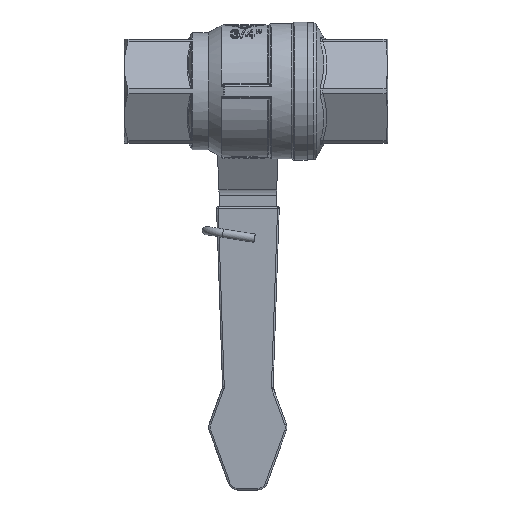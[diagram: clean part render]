
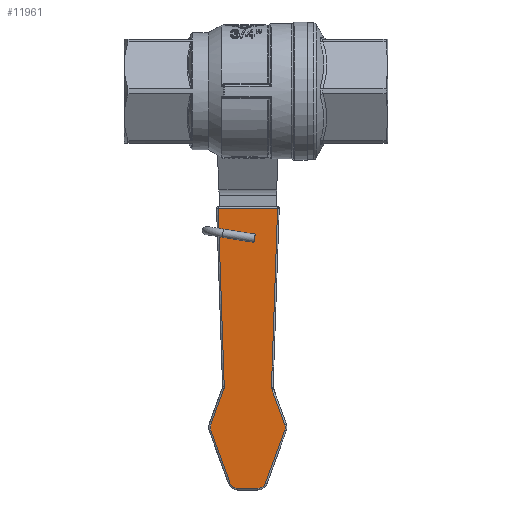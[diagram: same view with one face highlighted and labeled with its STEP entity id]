
A CAD part, front view. The second image highlights one B-rep face of the part: STEP entity #11961.
In plain terms, the highlighted planar face has unit normal (0, -0.999, -0.035).
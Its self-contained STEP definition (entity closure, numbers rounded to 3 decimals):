
#342=PLANE('',#12715);
#1361=FACE_OUTER_BOUND('',#2056,.T.);
#2056=EDGE_LOOP('',(#7860,#7861,#7862,#7863,#7864,#7865,#7866,#7867,#7868,
#7869,#7870,#7871,#7872,#7873));
#2790=LINE('',#17249,#3561);
#2791=LINE('',#17251,#3562);
#2792=LINE('',#17255,#3563);
#2793=LINE('',#17259,#3564);
#2794=LINE('',#17263,#3565);
#2795=LINE('',#17267,#3566);
#2796=LINE('',#17271,#3567);
#2797=LINE('',#17274,#3568);
#3561=VECTOR('',#13819,10.);
#3562=VECTOR('',#13820,10.);
#3563=VECTOR('',#13823,10.);
#3564=VECTOR('',#13826,10.);
#3565=VECTOR('',#13829,10.);
#3566=VECTOR('',#13832,10.);
#3567=VECTOR('',#13835,10.);
#3568=VECTOR('',#13838,10.);
#4342=CIRCLE('',#12716,1.5);
#4343=CIRCLE('',#12717,2.5);
#4344=CIRCLE('',#12718,2.5);
#4345=CIRCLE('',#12719,2.5);
#4346=CIRCLE('',#12720,2.5);
#4347=CIRCLE('',#12721,1.5);
#4808=VERTEX_POINT('',#17247);
#4809=VERTEX_POINT('',#17248);
#4810=VERTEX_POINT('',#17250);
#4811=VERTEX_POINT('',#17252);
#4812=VERTEX_POINT('',#17254);
#4813=VERTEX_POINT('',#17256);
#4814=VERTEX_POINT('',#17258);
#4815=VERTEX_POINT('',#17260);
#4816=VERTEX_POINT('',#17262);
#4817=VERTEX_POINT('',#17264);
#4818=VERTEX_POINT('',#17266);
#4819=VERTEX_POINT('',#17268);
#4820=VERTEX_POINT('',#17270);
#4821=VERTEX_POINT('',#17272);
#5980=EDGE_CURVE('',#4808,#4809,#2790,.T.);
#5981=EDGE_CURVE('',#4810,#4808,#2791,.T.);
#5982=EDGE_CURVE('',#4811,#4810,#4342,.T.);
#5983=EDGE_CURVE('',#4812,#4811,#2792,.T.);
#5984=EDGE_CURVE('',#4813,#4812,#4343,.T.);
#5985=EDGE_CURVE('',#4814,#4813,#2793,.T.);
#5986=EDGE_CURVE('',#4815,#4814,#4344,.T.);
#5987=EDGE_CURVE('',#4816,#4815,#2794,.T.);
#5988=EDGE_CURVE('',#4817,#4816,#4345,.T.);
#5989=EDGE_CURVE('',#4818,#4817,#2795,.T.);
#5990=EDGE_CURVE('',#4819,#4818,#4346,.T.);
#5991=EDGE_CURVE('',#4820,#4819,#2796,.T.);
#5992=EDGE_CURVE('',#4821,#4820,#4347,.T.);
#5993=EDGE_CURVE('',#4809,#4821,#2797,.T.);
#7860=ORIENTED_EDGE('',*,*,#5980,.F.);
#7861=ORIENTED_EDGE('',*,*,#5981,.F.);
#7862=ORIENTED_EDGE('',*,*,#5982,.F.);
#7863=ORIENTED_EDGE('',*,*,#5983,.F.);
#7864=ORIENTED_EDGE('',*,*,#5984,.F.);
#7865=ORIENTED_EDGE('',*,*,#5985,.F.);
#7866=ORIENTED_EDGE('',*,*,#5986,.F.);
#7867=ORIENTED_EDGE('',*,*,#5987,.F.);
#7868=ORIENTED_EDGE('',*,*,#5988,.F.);
#7869=ORIENTED_EDGE('',*,*,#5989,.F.);
#7870=ORIENTED_EDGE('',*,*,#5990,.F.);
#7871=ORIENTED_EDGE('',*,*,#5991,.F.);
#7872=ORIENTED_EDGE('',*,*,#5992,.F.);
#7873=ORIENTED_EDGE('',*,*,#5993,.F.);
#11961=ADVANCED_FACE('',(#1361),#342,.F.);
#12715=AXIS2_PLACEMENT_3D('',#17246,#13817,#13818);
#12716=AXIS2_PLACEMENT_3D('',#17253,#13821,#13822);
#12717=AXIS2_PLACEMENT_3D('',#17257,#13824,#13825);
#12718=AXIS2_PLACEMENT_3D('',#17261,#13827,#13828);
#12719=AXIS2_PLACEMENT_3D('',#17265,#13830,#13831);
#12720=AXIS2_PLACEMENT_3D('',#17269,#13833,#13834);
#12721=AXIS2_PLACEMENT_3D('',#17273,#13836,#13837);
#13817=DIRECTION('center_axis',(0.,0.999,
0.035));
#13818=DIRECTION('ref_axis',(0.,0.035,-0.999));
#13819=DIRECTION('',(1.,0.,0.));
#13820=DIRECTION('',(-0.034,-0.035,0.999));
#13821=DIRECTION('center_axis',(0.,-0.999,
-0.035));
#13822=DIRECTION('ref_axis',(0.988,0.005,-0.157));
#13823=DIRECTION('',(0.342,-0.033,0.939));
#13824=DIRECTION('center_axis',(0.,0.999,
0.035));
#13825=DIRECTION('ref_axis',(-1.,0.,0.));
#13826=DIRECTION('',(-0.342,-0.033,0.939));
#13827=DIRECTION('center_axis',(0.,0.999,
0.035));
#13828=DIRECTION('ref_axis',(-0.574,0.029,-0.819));
#13829=DIRECTION('',(-1.,0.,0.));
#13830=DIRECTION('center_axis',(0.,0.999,
0.035));
#13831=DIRECTION('ref_axis',(0.574,0.029,-0.819));
#13832=DIRECTION('',(-0.342,0.033,-0.939));
#13833=DIRECTION('center_axis',(0.,0.999,
0.035));
#13834=DIRECTION('ref_axis',(1.,0.,0.));
#13835=DIRECTION('',(0.342,0.033,-0.939));
#13836=DIRECTION('center_axis',(0.,-0.999,
-0.035));
#13837=DIRECTION('ref_axis',(-0.988,0.005,-0.157));
#13838=DIRECTION('',(-0.034,0.035,-0.999));
#17246=CARTESIAN_POINT('Origin',(-16.971,32.054,-44.956));
#17247=CARTESIAN_POINT('',(-25.162,31.727,-35.596));
#17248=CARTESIAN_POINT('',(-7.14,31.727,-35.596));
#17249=CARTESIAN_POINT('',(-16.581,31.727,-35.596));
#17250=CARTESIAN_POINT('',(-23.336,33.616,-89.692));
#17251=CARTESIAN_POINT('',(-25.406,31.474,-28.365));
#17252=CARTESIAN_POINT('',(-23.426,33.635,-90.256));
#17253=CARTESIAN_POINT('Origin',(-24.835,33.618,-89.743));
#17254=CARTESIAN_POINT('',(-27.412,34.018,-101.201));
#17255=CARTESIAN_POINT('',(-15.698,32.894,-69.037));
#17256=CARTESIAN_POINT('',(-27.412,34.077,-102.91));
#17257=CARTESIAN_POINT('Origin',(-25.063,34.048,-102.055));
#17258=CARTESIAN_POINT('',(-21.588,34.636,-118.9));
#17259=CARTESIAN_POINT('',(-36.244,33.23,-78.658));
#17260=CARTESIAN_POINT('',(-19.239,34.693,-120.544));
#17261=CARTESIAN_POINT('Origin',(-19.239,34.606,-118.045));
#17262=CARTESIAN_POINT('',(-13.143,34.693,-120.544));
#17263=CARTESIAN_POINT('',(-18.805,34.693,-120.544));
#17264=CARTESIAN_POINT('',(-10.794,34.636,-118.9));
#17265=CARTESIAN_POINT('Origin',(-13.143,34.606,-118.045));
#17266=CARTESIAN_POINT('',(-4.97,34.077,-102.91));
#17267=CARTESIAN_POINT('',(0.495,33.553,-87.903));
#17268=CARTESIAN_POINT('',(-4.97,34.018,-101.201));
#17269=CARTESIAN_POINT('Origin',(-7.319,34.048,-102.055));
#17270=CARTESIAN_POINT('',(-8.921,33.639,-90.353));
#17271=CARTESIAN_POINT('',(-14.591,33.095,-74.783));
#17272=CARTESIAN_POINT('',(-9.01,33.619,-89.789));
#17273=CARTESIAN_POINT('Origin',(-7.511,33.621,-89.84));
#17274=CARTESIAN_POINT('',(-8.249,32.849,-67.73));
